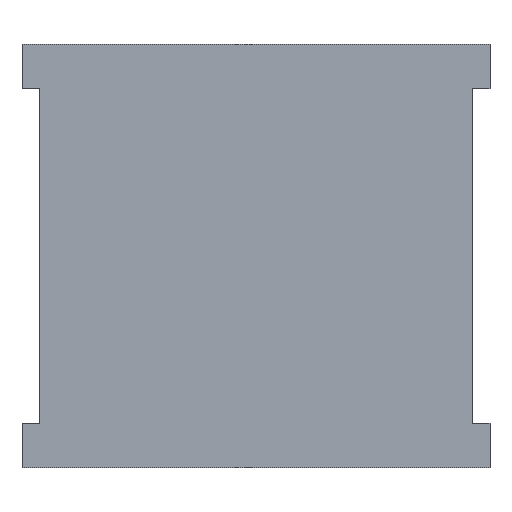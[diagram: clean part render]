
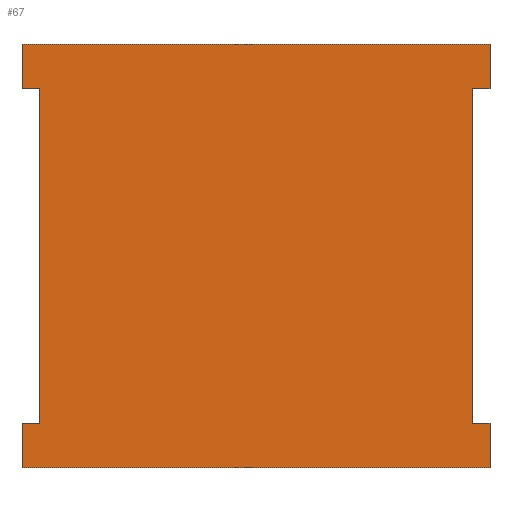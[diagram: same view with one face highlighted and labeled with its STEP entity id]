
A CAD part, front view. The second image highlights one B-rep face of the part: STEP entity #67.
In plain terms, the highlighted planar face has unit normal (0, -1, 0).
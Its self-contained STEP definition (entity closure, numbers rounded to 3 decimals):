
#67=ADVANCED_FACE('NONE',(#173),#174,.T.);
#173=FACE_OUTER_BOUND('',#340,.T.);
#174=PLANE('',#341);
#340=EDGE_LOOP('',(#919,#920,#921,#922,#923,#924,#925,#926,#927,#928,#929,#930));
#341=AXIS2_PLACEMENT_3D('',#931,#932,#933);
#919=ORIENTED_EDGE('',*,*,#1475,.T.);
#920=ORIENTED_EDGE('',*,*,#1476,.T.);
#921=ORIENTED_EDGE('',*,*,#1477,.T.);
#922=ORIENTED_EDGE('',*,*,#1478,.F.);
#923=ORIENTED_EDGE('',*,*,#1479,.F.);
#924=ORIENTED_EDGE('',*,*,#1432,.F.);
#925=ORIENTED_EDGE('',*,*,#1474,.F.);
#926=ORIENTED_EDGE('',*,*,#1438,.F.);
#927=ORIENTED_EDGE('',*,*,#1480,.F.);
#928=ORIENTED_EDGE('',*,*,#1481,.T.);
#929=ORIENTED_EDGE('',*,*,#1482,.T.);
#930=ORIENTED_EDGE('',*,*,#1483,.T.);
#931=CARTESIAN_POINT('',(0.0,-10.5,9.5));
#932=DIRECTION('',(0.0,-1.0,0.0));
#933=DIRECTION('',(0.0,0.0,-1.0));
#1432=EDGE_CURVE('NONE',#1689,#1691,#1692,.T.);
#1438=EDGE_CURVE('NONE',#1699,#1701,#1702,.T.);
#1474=EDGE_CURVE('NONE',#1701,#1689,#1767,.T.);
#1475=EDGE_CURVE('NONE',#1768,#1769,#1770,.T.);
#1476=EDGE_CURVE('NONE',#1769,#1771,#1772,.T.);
#1477=EDGE_CURVE('NONE',#1771,#1773,#1774,.T.);
#1478=EDGE_CURVE('NONE',#1775,#1773,#1776,.T.);
#1479=EDGE_CURVE('NONE',#1691,#1775,#1777,.T.);
#1480=EDGE_CURVE('NONE',#1778,#1699,#1779,.T.);
#1481=EDGE_CURVE('NONE',#1778,#1780,#1781,.T.);
#1482=EDGE_CURVE('NONE',#1780,#1782,#1783,.T.);
#1483=EDGE_CURVE('NONE',#1782,#1768,#1784,.T.);
#1689=VERTEX_POINT('NONE',#2084);
#1691=VERTEX_POINT('NONE',#2087);
#1692=LINE('',#2088,#2089);
#1699=VERTEX_POINT('NONE',#2100);
#1701=VERTEX_POINT('NONE',#2103);
#1702=LINE('',#2104,#2105);
#1767=LINE('',#2260,#2261);
#1768=VERTEX_POINT('NONE',#2262);
#1769=VERTEX_POINT('NONE',#2263);
#1770=LINE('',#2264,#2265);
#1771=VERTEX_POINT('NONE',#2266);
#1772=LINE('',#2267,#2268);
#1773=VERTEX_POINT('NONE',#2269);
#1774=LINE('',#2270,#2271);
#1775=VERTEX_POINT('NONE',#2272);
#1776=LINE('',#2273,#2274);
#1777=LINE('',#2275,#2276);
#1778=VERTEX_POINT('NONE',#2277);
#1779=LINE('',#2278,#2279);
#1780=VERTEX_POINT('NONE',#2280);
#1781=LINE('',#2281,#2282);
#1782=VERTEX_POINT('NONE',#2283);
#1783=LINE('',#2284,#2285);
#1784=LINE('',#2286,#2287);
#2084=CARTESIAN_POINT('',(20.2,-10.5,-7.5));
#2087=CARTESIAN_POINT('',(21.0,-10.5,-7.5));
#2088=CARTESIAN_POINT('',(21.0,-10.5,-7.5));
#2089=VECTOR('',#2818,1000.0);
#2100=CARTESIAN_POINT('',(21.0,-10.5,7.5));
#2103=CARTESIAN_POINT('',(20.2,-10.5,7.5));
#2104=CARTESIAN_POINT('',(19.7,-10.5,7.5));
#2105=VECTOR('',#2824,1000.0);
#2260=CARTESIAN_POINT('',(20.2,-10.5,1.75));
#2261=VECTOR('',#2863,1000.0);
#2262=CARTESIAN_POINT('',(0.8,-10.5,7.5));
#2263=CARTESIAN_POINT('',(0.8,-10.5,-7.5));
#2264=CARTESIAN_POINT('',(0.8,-10.5,1.75));
#2265=VECTOR('',#2864,1000.0);
#2266=CARTESIAN_POINT('',(0.,-10.5,-7.5));
#2267=CARTESIAN_POINT('',(0.,-10.5,-7.5));
#2268=VECTOR('',#2865,1000.0);
#2269=CARTESIAN_POINT('',(0.0,-10.5,-9.5));
#2270=CARTESIAN_POINT('',(0.0,-10.5,9.5));
#2271=VECTOR('',#2866,1000.0);
#2272=CARTESIAN_POINT('',(21.0,-10.5,-9.5));
#2273=CARTESIAN_POINT('',(0.0,-10.5,-9.5));
#2274=VECTOR('',#2867,1000.0);
#2275=CARTESIAN_POINT('',(21.0,-10.5,9.5));
#2276=VECTOR('',#2868,1000.0);
#2277=CARTESIAN_POINT('',(21.0,-10.5,9.5));
#2278=CARTESIAN_POINT('',(21.0,-10.5,9.5));
#2279=VECTOR('',#2869,1000.0);
#2280=CARTESIAN_POINT('',(0.0,-10.5,9.5));
#2281=CARTESIAN_POINT('',(0.0,-10.5,9.5));
#2282=VECTOR('',#2870,1000.0);
#2283=CARTESIAN_POINT('',(0.,-10.5,7.5));
#2284=CARTESIAN_POINT('',(0.0,-10.5,9.5));
#2285=VECTOR('',#2871,1000.0);
#2286=CARTESIAN_POINT('',(1.3,-10.5,7.5));
#2287=VECTOR('',#2872,1000.0);
#2818=DIRECTION('',(1.0,0.,0.));
#2824=DIRECTION('',(-1.0,0.,0.));
#2863=DIRECTION('',(0.,0.,-1.0));
#2864=DIRECTION('',(0.,0.0,-1.0));
#2865=DIRECTION('',(-1.0,0.0,0.));
#2866=DIRECTION('',(-0.0,-0.0,-1.0));
#2867=DIRECTION('',(-1.0,0.0,-0.0));
#2868=DIRECTION('',(-0.0,-0.0,-1.0));
#2869=DIRECTION('',(-0.0,-0.0,-1.0));
#2870=DIRECTION('',(-1.0,0.0,-0.0));
#2871=DIRECTION('',(-0.0,-0.0,-1.0));
#2872=DIRECTION('',(1.0,0.0,0.));
